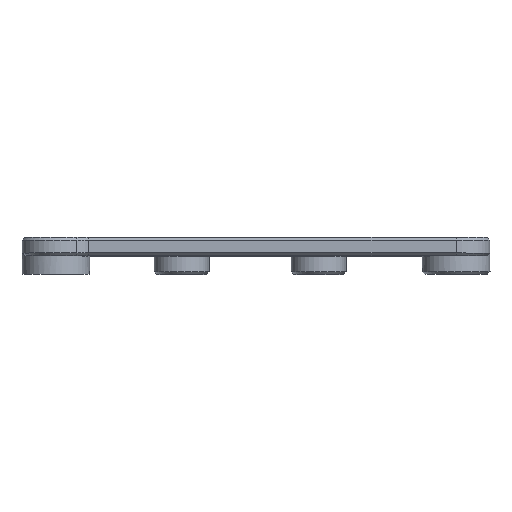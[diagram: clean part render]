
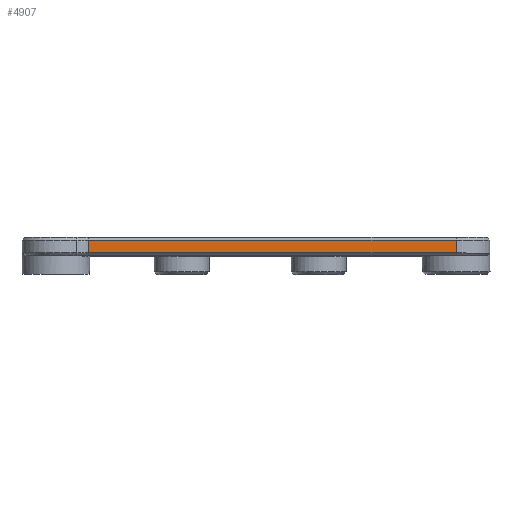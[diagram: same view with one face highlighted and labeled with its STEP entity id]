
A CAD part, top view. The second image highlights one B-rep face of the part: STEP entity #4907.
In plain terms, the highlighted planar face has unit normal (0, 0, 1).
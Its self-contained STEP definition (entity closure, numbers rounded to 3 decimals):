
#216=PLANE('',#5506);
#505=FACE_OUTER_BOUND('',#830,.T.);
#830=EDGE_LOOP('',(#4443,#4444,#4445,#4446));
#1044=LINE('',#7953,#1447);
#1162=LINE('',#8382,#1565);
#1238=LINE('',#8573,#1641);
#1240=LINE('',#8576,#1643);
#1447=VECTOR('',#6334,10.);
#1565=VECTOR('',#6802,10.);
#1641=VECTOR('',#7060,10.);
#1643=VECTOR('',#7064,10.);
#2204=VERTEX_POINT('',#7947);
#2205=VERTEX_POINT('',#7951);
#2336=VERTEX_POINT('',#8376);
#2337=VERTEX_POINT('',#8380);
#2752=EDGE_CURVE('',#2205,#2204,#1044,.T.);
#2968=EDGE_CURVE('',#2337,#2336,#1162,.T.);
#3063=EDGE_CURVE('',#2204,#2337,#1238,.T.);
#3065=EDGE_CURVE('',#2205,#2336,#1240,.T.);
#4443=ORIENTED_EDGE('',*,*,#2752,.F.);
#4444=ORIENTED_EDGE('',*,*,#3065,.T.);
#4445=ORIENTED_EDGE('',*,*,#2968,.F.);
#4446=ORIENTED_EDGE('',*,*,#3063,.F.);
#4907=ADVANCED_FACE('',(#505),#216,.T.);
#5506=AXIS2_PLACEMENT_3D('',#8575,#7062,#7063);
#6334=DIRECTION('',(-1.,0.,0.));
#6802=DIRECTION('',(1.,0.,0.));
#7060=DIRECTION('',(0.,1.,0.));
#7062=DIRECTION('center_axis',(0.,0.,1.));
#7063=DIRECTION('ref_axis',(1.,0.,0.));
#7064=DIRECTION('',(0.,1.,0.));
#7947=CARTESIAN_POINT('',(129.772,-93.162,148.974));
#7951=CARTESIAN_POINT('',(170.032,-93.162,148.974));
#7953=CARTESIAN_POINT('',(138.552,-93.162,148.974));
#8376=CARTESIAN_POINT('',(170.032,-91.762,148.974));
#8380=CARTESIAN_POINT('',(129.772,-91.762,148.974));
#8382=CARTESIAN_POINT('',(138.552,-91.762,148.974));
#8573=CARTESIAN_POINT('',(129.772,-93.462,148.974));
#8575=CARTESIAN_POINT('Origin',(128.982,-93.462,148.974));
#8576=CARTESIAN_POINT('',(170.032,-93.462,148.974));
